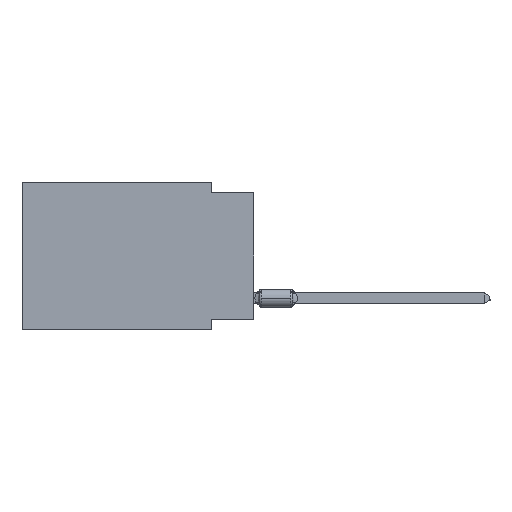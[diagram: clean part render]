
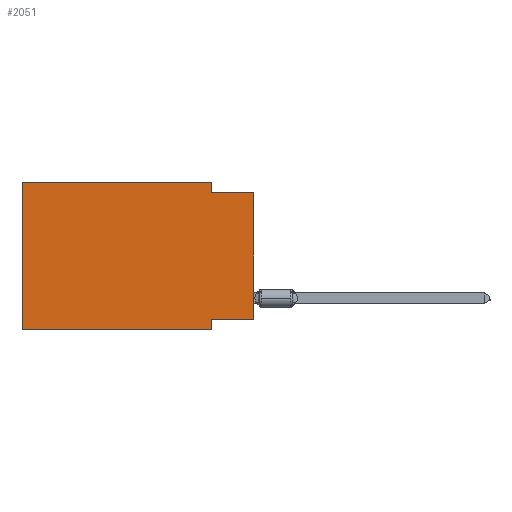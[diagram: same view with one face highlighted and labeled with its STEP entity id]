
A CAD part, left-side view. The second image highlights one B-rep face of the part: STEP entity #2051.
In plain terms, the highlighted planar face has unit normal (-1, 0, 0).
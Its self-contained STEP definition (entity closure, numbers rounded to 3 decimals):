
#404 = LINE ( 'NONE', #6530, #7217 ) ;
#661 = EDGE_CURVE ( 'NONE', #19204, #9492, #22192, .T. ) ;
#690 = VERTEX_POINT ( 'NONE', #23158 ) ;
#957 = VERTEX_POINT ( 'NONE', #24774 ) ;
#1120 = EDGE_CURVE ( 'NONE', #2894, #957, #4187, .T. ) ;
#1649 = EDGE_CURVE ( 'NONE', #25400, #9492, #3162, .T. ) ;
#1809 = AXIS2_PLACEMENT_3D ( 'NONE', #4216, #6021, #8231 ) ;
#1827 = CARTESIAN_POINT ( 'NONE',  ( 0., 2.54, -0.635 ) ) ;
#1886 = EDGE_CURVE ( 'NONE', #690, #8079, #13614, .T. ) ;
#2051 = ADVANCED_FACE ( 'NONE', ( #4354 ), #12199, .F. ) ;
#2561 = ORIENTED_EDGE ( 'NONE', *, *, #13194, .F. ) ;
#2571 = EDGE_CURVE ( 'NONE', #12848, #957, #404, .T. ) ;
#2894 = VERTEX_POINT ( 'NONE', #10212 ) ;
#2917 = DIRECTION ( 'NONE',  ( 0., 0., -1. ) ) ;
#3162 = LINE ( 'NONE', #5245, #6663 ) ;
#3557 = DIRECTION ( 'NONE',  ( 0., 0., 1. ) ) ;
#4187 = LINE ( 'NONE', #13136, #24196 ) ;
#4216 = CARTESIAN_POINT ( 'NONE',  ( 0., 13.97, 0. ) ) ;
#4261 = EDGE_CURVE ( 'NONE', #8079, #25400, #4864, .T. ) ;
#4354 = FACE_OUTER_BOUND ( 'NONE', #15044, .T. ) ;
#4864 = LINE ( 'NONE', #13268, #6684 ) ;
#5245 = CARTESIAN_POINT ( 'NONE',  ( 0., 0., -0.635 ) ) ;
#5974 = CARTESIAN_POINT ( 'NONE',  ( 0., 0., -8.255 ) ) ;
#6021 = DIRECTION ( 'NONE',  ( 1., 0., 0. ) ) ;
#6440 = CARTESIAN_POINT ( 'NONE',  ( 0., 0., -8.255 ) ) ;
#6530 = CARTESIAN_POINT ( 'NONE',  ( 0., 13.97, -8.89 ) ) ;
#6663 = VECTOR ( 'NONE', #9377, 1000. ) ;
#6684 = VECTOR ( 'NONE', #2917, 1000. ) ;
#7043 = ORIENTED_EDGE ( 'NONE', *, *, #20274, .F. ) ;
#7217 = VECTOR ( 'NONE', #12997, 1000. ) ;
#7295 = ORIENTED_EDGE ( 'NONE', *, *, #1649, .F. ) ;
#7816 = DIRECTION ( 'NONE',  ( 0., -1., 0. ) ) ;
#7969 = LINE ( 'NONE', #16379, #20035 ) ;
#8079 = VERTEX_POINT ( 'NONE', #27020 ) ;
#8231 = DIRECTION ( 'NONE',  ( 0., 0., -1. ) ) ;
#8318 = LINE ( 'NONE', #5974, #13020 ) ;
#8640 = CARTESIAN_POINT ( 'NONE',  ( 0., 0., -0.635 ) ) ;
#9090 = ORIENTED_EDGE ( 'NONE', *, *, #1886, .F. ) ;
#9377 = DIRECTION ( 'NONE',  ( 0., -1., 0. ) ) ;
#9492 = VERTEX_POINT ( 'NONE', #8640 ) ;
#9958 = DIRECTION ( 'NONE',  ( 0., 1., 0. ) ) ;
#10212 = CARTESIAN_POINT ( 'NONE',  ( 0., 2.54, -8.255 ) ) ;
#12199 = PLANE ( 'NONE',  #1809 ) ;
#12670 = ORIENTED_EDGE ( 'NONE', *, *, #2571, .T. ) ;
#12848 = VERTEX_POINT ( 'NONE', #18970 ) ;
#12997 = DIRECTION ( 'NONE',  ( 0., -1., 0. ) ) ;
#13020 = VECTOR ( 'NONE', #9958, 1000. ) ;
#13136 = CARTESIAN_POINT ( 'NONE',  ( 0., 2.54, -8.89 ) ) ;
#13194 = EDGE_CURVE ( 'NONE', #19204, #2894, #8318, .T. ) ;
#13268 = CARTESIAN_POINT ( 'NONE',  ( 0., 2.54, 0. ) ) ;
#13590 = VECTOR ( 'NONE', #3557, 1000. ) ;
#13614 = LINE ( 'NONE', #22025, #26490 ) ;
#14688 = ORIENTED_EDGE ( 'NONE', *, *, #661, .T. ) ;
#15044 = EDGE_LOOP ( 'NONE', ( #14688, #7295, #25301, #9090, #7043, #12670, #21852, #2561 ) ) ;
#16379 = CARTESIAN_POINT ( 'NONE',  ( 0., 13.97, 0. ) ) ;
#18970 = CARTESIAN_POINT ( 'NONE',  ( 0., 13.97, -8.89 ) ) ;
#19204 = VERTEX_POINT ( 'NONE', #6440 ) ;
#20035 = VECTOR ( 'NONE', #24820, 1000. ) ;
#20274 = EDGE_CURVE ( 'NONE', #12848, #690, #7969, .T. ) ;
#21852 = ORIENTED_EDGE ( 'NONE', *, *, #1120, .F. ) ;
#22025 = CARTESIAN_POINT ( 'NONE',  ( 0., 13.97, 0. ) ) ;
#22192 = LINE ( 'NONE', #22458, #13590 ) ;
#22458 = CARTESIAN_POINT ( 'NONE',  ( 0., 0., 0. ) ) ;
#23158 = CARTESIAN_POINT ( 'NONE',  ( 0., 13.97, 0. ) ) ;
#23224 = DIRECTION ( 'NONE',  ( 0., 0., -1. ) ) ;
#24196 = VECTOR ( 'NONE', #23224, 1000. ) ;
#24774 = CARTESIAN_POINT ( 'NONE',  ( 0., 2.54, -8.89 ) ) ;
#24820 = DIRECTION ( 'NONE',  ( 0., 0., 1. ) ) ;
#25301 = ORIENTED_EDGE ( 'NONE', *, *, #4261, .F. ) ;
#25400 = VERTEX_POINT ( 'NONE', #1827 ) ;
#26490 = VECTOR ( 'NONE', #7816, 1000. ) ;
#27020 = CARTESIAN_POINT ( 'NONE',  ( 0., 2.54, 0. ) ) ;
